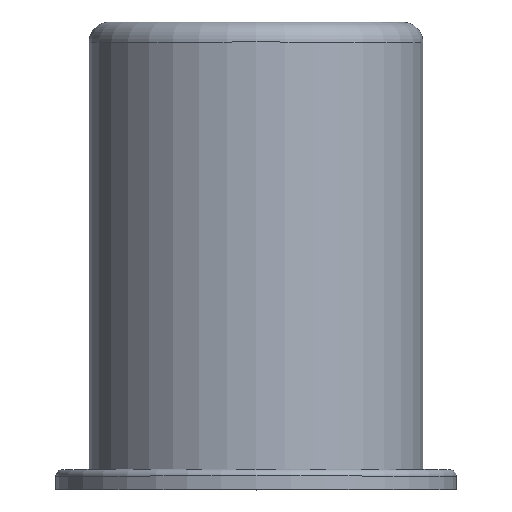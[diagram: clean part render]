
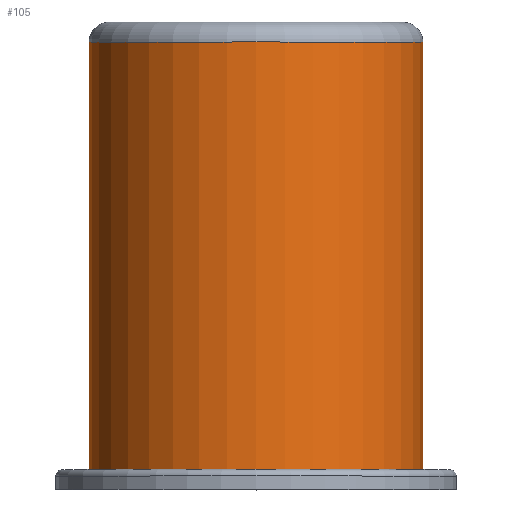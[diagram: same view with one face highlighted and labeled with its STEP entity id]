
A CAD part, top view. The second image highlights one B-rep face of the part: STEP entity #105.
In plain terms, the highlighted cylindrical face has radius 25 mm (diameter 50 mm), a full revolution.
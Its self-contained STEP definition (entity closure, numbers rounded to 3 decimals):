
#13=CYLINDRICAL_SURFACE($,#120,25.);
#22=FACE_BOUND($,#42,.T.);
#31=FACE_OUTER_BOUND($,#41,.T.);
#41=EDGE_LOOP($,(#86));
#42=EDGE_LOOP($,(#87));
#55=CIRCLE($,#116,25.);
#58=CIRCLE($,#121,25.);
#64=VERTEX_POINT($,#173);
#67=VERTEX_POINT($,#181);
#73=EDGE_CURVE($,#64,#64,#55,.T.);
#76=EDGE_CURVE($,#67,#67,#58,.T.);
#86=ORIENTED_EDGE($,*,*,#76,.T.);
#87=ORIENTED_EDGE($,*,*,#73,.F.);
#105=ADVANCED_FACE($,(#31,#22),#13,.T.);
#116=AXIS2_PLACEMENT_3D($,#174,#137,#138);
#120=AXIS2_PLACEMENT_3D($,#180,#145,#146);
#121=AXIS2_PLACEMENT_3D($,#182,#147,#148);
#137=DIRECTION('center_axis',(0.,1.,0.));
#138=DIRECTION('ref_axis',(1.,0.,0.));
#145=DIRECTION('center_axis',(0.,1.,0.));
#146=DIRECTION('ref_axis',(1.,0.,0.));
#147=DIRECTION('center_axis',(0.,1.,0.));
#148=DIRECTION('ref_axis',(1.,0.,0.));
#173=CARTESIAN_POINT('',(-25.,67.,0.));
#174=CARTESIAN_POINT('Origin',(0.,67.,0.));
#180=CARTESIAN_POINT('Origin',(0.,0.,0.));
#181=CARTESIAN_POINT('',(25.,3.,0.));
#182=CARTESIAN_POINT('Origin',(0.,3.,0.));
